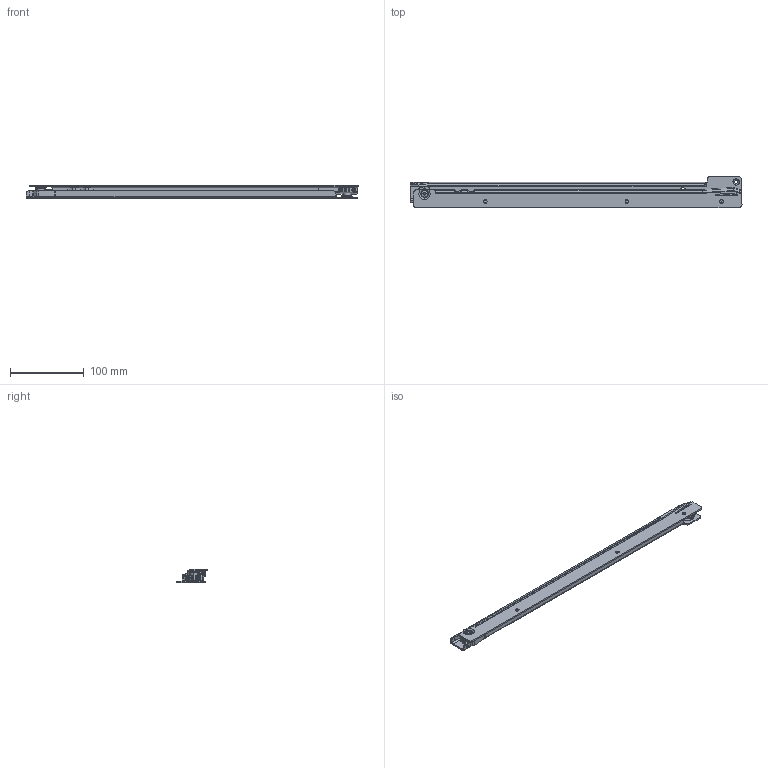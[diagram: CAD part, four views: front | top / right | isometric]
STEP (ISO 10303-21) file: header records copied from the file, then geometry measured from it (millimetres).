
FILE_DESCRIPTION (( 'STEP AP214' ), '1' );
FILE_NAME ('CS# 1052.450-GA.0000.re_closed.STEP', '2023-03-07T12:29:54', ( '' ), ( '' ), 'SwSTEP 2.0', 'SolidWorks 2020', '' );
FILE_SCHEMA (( 'AUTOMOTIVE_DESIGN' ));
Length unit declared in the file: millimetre
Products named in the file (10): KR-099 Softrolle_KR-099 Rundkopfvernietet Mat. 2mm; CS# 1052.XXX-03.0000.re_NL 450; DIN 125 A_M  4    - › 9,0 - ›4,3 - 0,8; CS# 1052.450-GA.0000.re_closed; KR-090 Laufring_KR-090; CS# 2052.XXX-01.0000.re_NL 450; KR-090 Softrollenring_KR-090; bkr099_Rundkopfvernietet Mat. 2mm
Assembly tree (10 placements, depth 4):
  CS# 1052.450-GA.0000.re_closed
    CS# 2052.XXX-01.0000.re_NL 450
      CS# 2052.XXX-01.0000.re_NL 450
      KR-099 Softrolle_KR-099 Rundkopfvernietet Mat. 2mm
        KR-090 Laufring_KR-090
        KR-090 Softrollenring_KR-090
        bkr099_Rundkopfvernietet Mat. 2mm
        DIN 125 A_M  4    - › 9,0 - ›4,3 - 0,8
    CS# 1052.XXX-03.0000.re_NL 450
      CS# 1052.XXX-03.0000.re_NL 450
      KR-099 Softrolle_KR-099 Rundkopfvernietet Mat. 2mm
        KR-090 Laufring_KR-090
        KR-090 Softrollenring_KR-090
        bkr099_Rundkopfvernietet Mat. 2mm
        DIN 125 A_M  4    - › 9,0 - ›4,3 - 0,8
Bounding box: 450 x 42.28 x 18 mm (x, y, z)
Volume: 73011.9 mm3; surface area: 78977.4 mm2
Topology: 10 solids, 10 shells, 654 faces, 1571 edges, 963 vertices
Faces by surface type: plane 255, cylinder 254, torus 52, cone 50, bspline 35, sphere 8
Entity records: 16671 total; most frequent: CARTESIAN_POINT 3913, DIRECTION 2662, ORIENTED_EDGE 2558, EDGE_CURVE 1279, AXIS2_PLACEMENT_3D 1009, VERTEX_POINT 780, LINE 644, VECTOR 644
